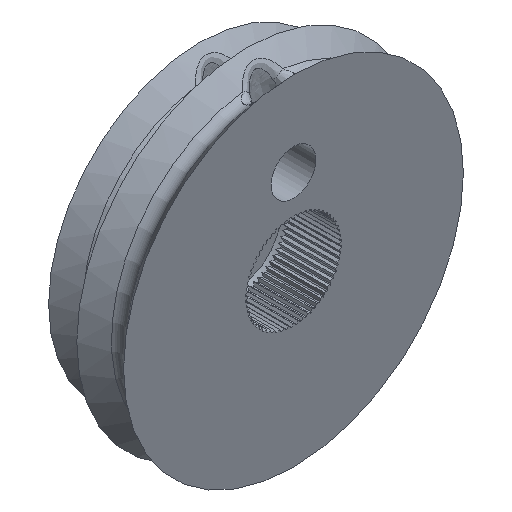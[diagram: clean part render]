
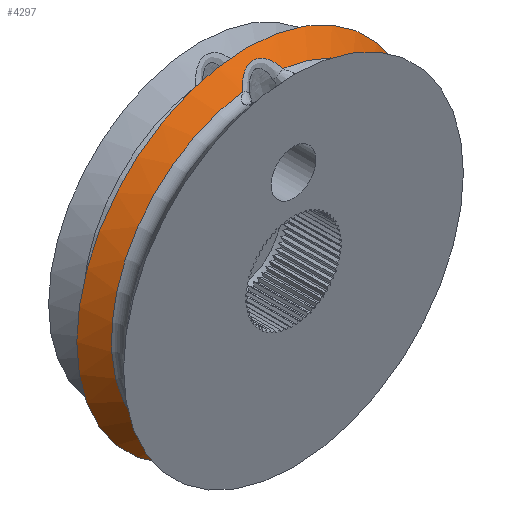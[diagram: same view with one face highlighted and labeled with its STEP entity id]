
A CAD part, isometric view. The second image highlights one B-rep face of the part: STEP entity #4297.
In plain terms, the highlighted conical face has half-angle 49.399 degrees and reference radius 8.243 mm.
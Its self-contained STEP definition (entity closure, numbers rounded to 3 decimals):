
#219=CONICAL_SURFACE('',#4546,8.243,0.862);
#225=LINE('',#6333,#571);
#571=VECTOR('',#4903,8.243);
#921=FACE_OUTER_BOUND('',#1157,.T.);
#1157=EDGE_LOOP('',(#2906,#2907,#2908,#2909,#2910,#2911));
#1405=B_SPLINE_CURVE_WITH_KNOTS('',3,(#6198,#6199,#6200,#6201,#6202,#6203,
#6204,#6205,#6206),.UNSPECIFIED.,.F.,.F.,(4,1,1,1,1,1,4),(-0.27,
-0.231,-0.154,-0.116,-0.077,
-0.048,0.),.UNSPECIFIED.);
#1596=CIRCLE('',#4547,7.764);
#1597=CIRCLE('',#4548,8.721);
#1598=CIRCLE('',#4549,7.764);
#1739=VERTEX_POINT('',#5983);
#1747=VERTEX_POINT('',#6133);
#1749=VERTEX_POINT('',#6330);
#1750=VERTEX_POINT('',#6332);
#2205=EDGE_CURVE('',#1739,#1747,#1405,.T.);
#2209=EDGE_CURVE('',#1739,#1749,#1596,.T.);
#2210=EDGE_CURVE('',#1749,#1750,#225,.T.);
#2211=EDGE_CURVE('',#1750,#1750,#1597,.T.);
#2212=EDGE_CURVE('',#1749,#1747,#1598,.T.);
#2906=ORIENTED_EDGE('',*,*,#2205,.F.);
#2907=ORIENTED_EDGE('',*,*,#2209,.T.);
#2908=ORIENTED_EDGE('',*,*,#2210,.T.);
#2909=ORIENTED_EDGE('',*,*,#2211,.F.);
#2910=ORIENTED_EDGE('',*,*,#2210,.F.);
#2911=ORIENTED_EDGE('',*,*,#2212,.T.);
#4297=ADVANCED_FACE('',(#921),#219,.T.);
#4546=AXIS2_PLACEMENT_3D('',#6329,#4899,#4900);
#4547=AXIS2_PLACEMENT_3D('',#6331,#4901,#4902);
#4548=AXIS2_PLACEMENT_3D('',#6334,#4904,#4905);
#4549=AXIS2_PLACEMENT_3D('',#6335,#4906,#4907);
#4899=DIRECTION('center_axis',(0.,1.,0.));
#4900=DIRECTION('ref_axis',(0.,0.,1.));
#4901=DIRECTION('center_axis',(0.,1.,0.));
#4902=DIRECTION('ref_axis',(0.,0.,1.));
#4903=DIRECTION('',(0.,0.651,-0.759));
#4904=DIRECTION('center_axis',(0.,1.,0.));
#4905=DIRECTION('ref_axis',(1.,0.,0.));
#4906=DIRECTION('center_axis',(0.,1.,0.));
#4907=DIRECTION('ref_axis',(0.,0.,1.));
#5983=CARTESIAN_POINT('',(2.56,34.797,35.478));
#6133=CARTESIAN_POINT('',(0.487,34.797,35.478));
#6198=CARTESIAN_POINT('Ctrl Pts',(2.56,34.797,35.478));
#6199=CARTESIAN_POINT('Ctrl Pts',(2.502,34.869,35.57));
#6200=CARTESIAN_POINT('Ctrl Pts',(2.305,35.071,35.832));
#6201=CARTESIAN_POINT('Ctrl Pts',(1.873,35.291,36.123));
#6202=CARTESIAN_POINT('Ctrl Pts',(1.315,35.293,36.127));
#6203=CARTESIAN_POINT('Ctrl Pts',(0.985,35.188,35.987));
#6204=CARTESIAN_POINT('Ctrl Pts',(0.699,35.023,35.77));
#6205=CARTESIAN_POINT('Ctrl Pts',(0.559,34.887,35.593));
#6206=CARTESIAN_POINT('Ctrl Pts',(0.487,34.797,35.478));
#6329=CARTESIAN_POINT('Origin',(1.523,35.208,27.783));
#6330=CARTESIAN_POINT('',(1.523,34.797,20.019));
#6331=CARTESIAN_POINT('Origin',(1.523,34.797,27.783));
#6332=CARTESIAN_POINT('',(1.523,35.618,19.062));
#6333=CARTESIAN_POINT('',(1.523,35.208,19.541));
#6334=CARTESIAN_POINT('Origin',(1.523,35.618,27.783));
#6335=CARTESIAN_POINT('Origin',(1.523,34.797,27.783));
